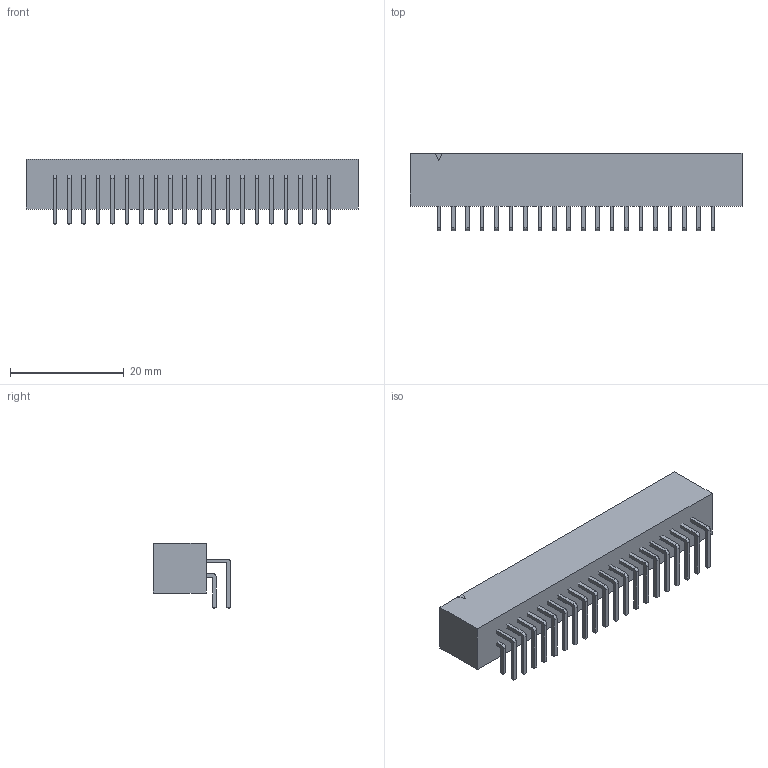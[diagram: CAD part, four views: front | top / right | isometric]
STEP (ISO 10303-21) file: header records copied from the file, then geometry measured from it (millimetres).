
FILE_DESCRIPTION(('FreeCAD Model'),'2;1');
FILE_NAME('642929.1.1.stp','2020-05-21T15:17:18',( 'Author'),(''),'Open CASCADE STEP processor 6.9','FreeCAD','Unknown' );
FILE_SCHEMA(('AUTOMOTIVE_DESIGN { 1 0 10303 214 1 1 1 1 }'));
Length unit declared in the file: millimetre
Products named in the file (4): ASSEMBLY; Body; LeadsArray
Assembly tree (3 placements, depth 2):
  ASSEMBLY
    Body
    LeadsArray
    LeadsArray
Bounding box: 58.4 x 13.58 x 11.57 mm (x, y, z)
Volume: 2269.6 mm3; surface area: 4999.3 mm2
Topology: 41 solids, 41 shells, 734 faces, 1633 edges, 982 vertices
Faces by surface type: plane 654, cylinder 80
Entity records: 41424 total; most frequent: CARTESIAN_POINT 7099, DIRECTION 6455, LINE 4579, VECTOR 4579, ORIENTED_EDGE 3266, PCURVE 3266, DEFINITIONAL_REPRESENTATION 3266, EDGE_CURVE 1633
